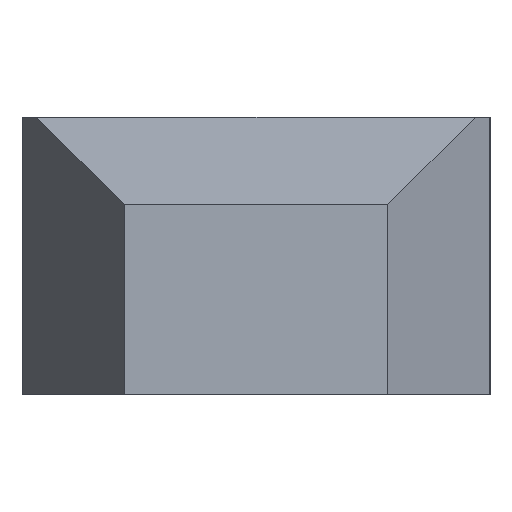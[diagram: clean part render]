
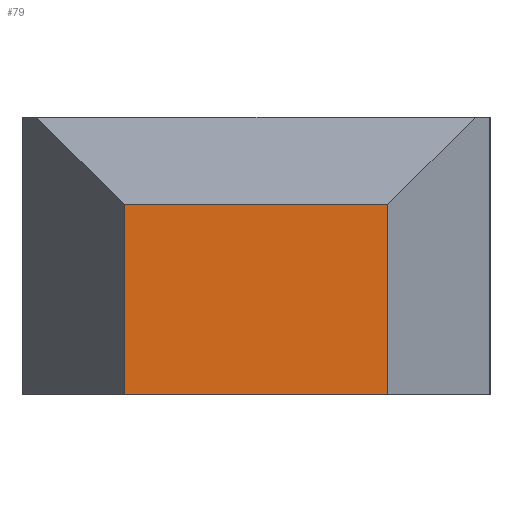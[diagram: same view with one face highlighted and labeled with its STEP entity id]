
A CAD part, left-side view. The second image highlights one B-rep face of the part: STEP entity #79.
In plain terms, the highlighted planar face has unit normal (-1, 0, 0).
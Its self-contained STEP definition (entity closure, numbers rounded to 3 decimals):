
#8 = CARTESIAN_POINT ( 'NONE',  ( -50., 9., 19. ) ) ;
#11 = CARTESIAN_POINT ( 'NONE',  ( -50., 9., 0. ) ) ;
#21 = DIRECTION ( 'NONE',  ( 0., 1., 0. ) ) ;
#39 = LINE ( 'NONE', #238, #336 ) ;
#40 = FACE_OUTER_BOUND ( 'NONE', #450, .T. ) ;
#50 = CARTESIAN_POINT ( 'NONE',  ( -50., -9., 19. ) ) ;
#52 = DIRECTION ( 'NONE',  ( 0., 0., -1. ) ) ;
#79 = ADVANCED_FACE ( 'NONE', ( #40 ), #523, .T. ) ;
#103 = LINE ( 'NONE', #8, #587 ) ;
#135 = VERTEX_POINT ( 'NONE', #11 ) ;
#189 = EDGE_CURVE ( 'NONE', #304, #554, #256, .T. ) ;
#203 = CARTESIAN_POINT ( 'NONE',  ( -50., -20., 13. ) ) ;
#229 = DIRECTION ( 'NONE',  ( 0., 1., 0. ) ) ;
#238 = CARTESIAN_POINT ( 'NONE',  ( -50., -9., 0. ) ) ;
#256 = LINE ( 'NONE', #203, #568 ) ;
#257 = CARTESIAN_POINT ( 'NONE',  ( -50., -9., 0. ) ) ;
#264 = AXIS2_PLACEMENT_3D ( 'NONE', #50, #514, #460 ) ;
#290 = VECTOR ( 'NONE', #52, 1000. ) ;
#304 = VERTEX_POINT ( 'NONE', #325 ) ;
#307 = ORIENTED_EDGE ( 'NONE', *, *, #485, .F. ) ;
#325 = CARTESIAN_POINT ( 'NONE',  ( -50., -9., 13. ) ) ;
#336 = VECTOR ( 'NONE', #229, 1000. ) ;
#349 = ORIENTED_EDGE ( 'NONE', *, *, #369, .F. ) ;
#350 = CARTESIAN_POINT ( 'NONE',  ( -50., -9., 19. ) ) ;
#352 = CARTESIAN_POINT ( 'NONE',  ( -50., 9., 13. ) ) ;
#369 = EDGE_CURVE ( 'NONE', #558, #135, #39, .T. ) ;
#407 = ORIENTED_EDGE ( 'NONE', *, *, #189, .T. ) ;
#450 = EDGE_LOOP ( 'NONE', ( #307, #407, #537, #349 ) ) ;
#460 = DIRECTION ( 'NONE',  ( 0., 0., 1. ) ) ;
#467 = EDGE_CURVE ( 'NONE', #554, #135, #103, .T. ) ;
#485 = EDGE_CURVE ( 'NONE', #304, #558, #580, .T. ) ;
#514 = DIRECTION ( 'NONE',  ( -1., 0., 0. ) ) ;
#523 = PLANE ( 'NONE',  #264 ) ;
#537 = ORIENTED_EDGE ( 'NONE', *, *, #467, .T. ) ;
#554 = VERTEX_POINT ( 'NONE', #352 ) ;
#558 = VERTEX_POINT ( 'NONE', #257 ) ;
#568 = VECTOR ( 'NONE', #21, 1000. ) ;
#572 = DIRECTION ( 'NONE',  ( 0., 0., -1. ) ) ;
#580 = LINE ( 'NONE', #350, #290 ) ;
#587 = VECTOR ( 'NONE', #572, 1000. ) ;
